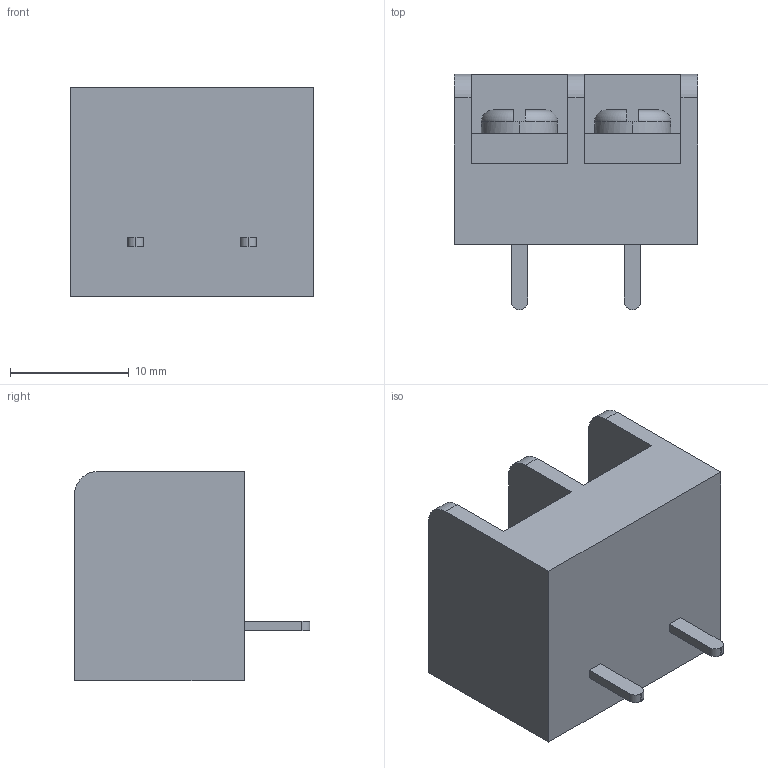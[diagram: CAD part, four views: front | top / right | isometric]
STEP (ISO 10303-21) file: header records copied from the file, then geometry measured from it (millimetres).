
FILE_DESCRIPTION (( 'STEP AP214' ), '1' );
FILE_NAME ('2 pin.STEP', '2021-12-09T04:26:36', ( '' ), ( '' ), 'SwSTEP 2.0', 'SolidWorks 2020', '' );
FILE_SCHEMA (( 'AUTOMOTIVE_DESIGN' ));
Length unit declared in the file: millimetre
Products named in the file (1): 2 pin
Bounding box: 20.45 x 19.8 x 17.6 mm (x, y, z)
Volume: 3884.5 mm3; surface area: 2889.1 mm2
Topology: 5 solids, 5 shells, 79 faces, 193 edges, 126 vertices
Faces by surface type: plane 64, cylinder 11, torus 4
Entity records: 2415 total; most frequent: CARTESIAN_POINT 463, ORIENTED_EDGE 386, DIRECTION 379, EDGE_CURVE 193, LINE 151, VECTOR 151, VERTEX_POINT 126, AXIS2_PLACEMENT_3D 114
